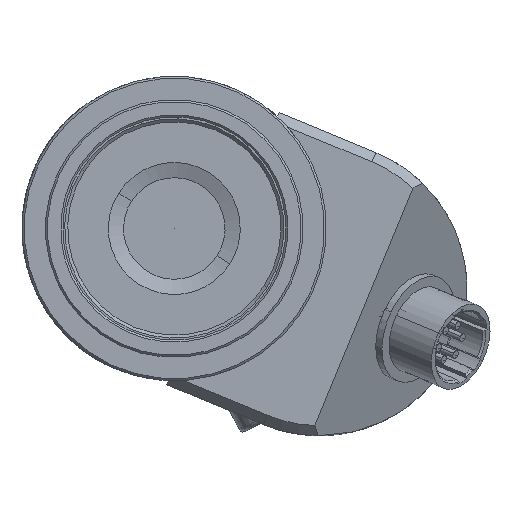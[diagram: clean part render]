
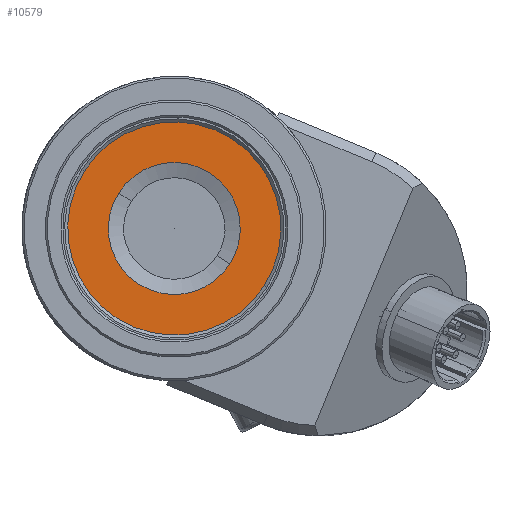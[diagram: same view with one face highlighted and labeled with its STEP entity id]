
A CAD part, left-side view. The second image highlights one B-rep face of the part: STEP entity #10579.
In plain terms, the highlighted face is planar.
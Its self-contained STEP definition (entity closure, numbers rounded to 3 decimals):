
#578 = CARTESIAN_POINT ( 'NONE',  ( -59.25, -4.473, -5.634 ) ) ;
#930 = DIRECTION ( 'NONE',  ( 0., 0.844, 0.537 ) ) ;
#1541 = DIRECTION ( 'NONE',  ( 0., -0.921, -0.389 ) ) ;
#2265 = ORIENTED_EDGE ( 'NONE', *, *, #20114, .T. ) ;
#2958 = VERTEX_POINT ( 'NONE', #34403 ) ;
#6096 = EDGE_CURVE ( 'NONE', #2958, #49364, #25645, .T. ) ;
#6572 = DIRECTION ( 'NONE',  ( 0., 0.844, 0.537 ) ) ;
#7696 = FACE_BOUND ( 'NONE', #57376, .T. ) ;
#10579 = ADVANCED_FACE ( 'NONE', ( #7696, #56762 ), #55807, .T. ) ;
#12992 = EDGE_LOOP ( 'NONE', ( #23251, #2265 ) ) ;
#17802 = AXIS2_PLACEMENT_3D ( 'NONE', #34595, #43357, #6572 ) ;
#18858 = VERTEX_POINT ( 'NONE', #29706 ) ;
#19426 = DIRECTION ( 'NONE',  ( -1., 0., 0. ) ) ;
#19646 = DIRECTION ( 'NONE',  ( -1., 0., 0. ) ) ;
#20114 = EDGE_CURVE ( 'NONE', #54406, #18858, #30069, .T. ) ;
#20878 = CARTESIAN_POINT ( 'NONE',  ( -59.25, 9.873, 3.487 ) ) ;
#22110 = AXIS2_PLACEMENT_3D ( 'NONE', #38530, #33706, #46827 ) ;
#22182 = DIRECTION ( 'NONE',  ( -1., 0., 0. ) ) ;
#23251 = ORIENTED_EDGE ( 'NONE', *, *, #31392, .T. ) ;
#25645 = CIRCLE ( 'NONE', #17802, 6.5 ) ;
#25756 = DIRECTION ( 'NONE',  ( 0., 0.844, 0.537 ) ) ;
#28323 = CARTESIAN_POINT ( 'NONE',  ( -59.25, 4.388, 0. ) ) ;
#29706 = CARTESIAN_POINT ( 'NONE',  ( -59.25, 13.249, 5.634 ) ) ;
#30069 = CIRCLE ( 'NONE', #47349, 10.5 ) ;
#31392 = EDGE_CURVE ( 'NONE', #18858, #54406, #33855, .T. ) ;
#33706 = DIRECTION ( 'NONE',  ( -1., 0., 0. ) ) ;
#33855 = CIRCLE ( 'NONE', #22110, 10.5 ) ;
#34403 = CARTESIAN_POINT ( 'NONE',  ( -59.25, -1.097, -3.487 ) ) ;
#34595 = CARTESIAN_POINT ( 'NONE',  ( -59.25, 4.388, 0. ) ) ;
#35299 = CARTESIAN_POINT ( 'NONE',  ( -59.25, 4.388, 0. ) ) ;
#37934 = CARTESIAN_POINT ( 'NONE',  ( -59.25, 18.311, -5.656 ) ) ;
#38530 = CARTESIAN_POINT ( 'NONE',  ( -59.25, 4.388, 0. ) ) ;
#39609 = EDGE_CURVE ( 'NONE', #49364, #2958, #56101, .T. ) ;
#41110 = AXIS2_PLACEMENT_3D ( 'NONE', #37934, #19646, #1541 ) ;
#43357 = DIRECTION ( 'NONE',  ( -1., 0., 0. ) ) ;
#43618 = AXIS2_PLACEMENT_3D ( 'NONE', #35299, #22182, #25756 ) ;
#46827 = DIRECTION ( 'NONE',  ( 0., 0.844, 0.537 ) ) ;
#47349 = AXIS2_PLACEMENT_3D ( 'NONE', #28323, #19426, #930 ) ;
#49364 = VERTEX_POINT ( 'NONE', #20878 ) ;
#54406 = VERTEX_POINT ( 'NONE', #578 ) ;
#55087 = ORIENTED_EDGE ( 'NONE', *, *, #6096, .F. ) ;
#55807 = PLANE ( 'NONE',  #41110 ) ;
#56101 = CIRCLE ( 'NONE', #43618, 6.5 ) ;
#56762 = FACE_OUTER_BOUND ( 'NONE', #12992, .T. ) ;
#56950 = ORIENTED_EDGE ( 'NONE', *, *, #39609, .F. ) ;
#57376 = EDGE_LOOP ( 'NONE', ( #56950, #55087 ) ) ;
